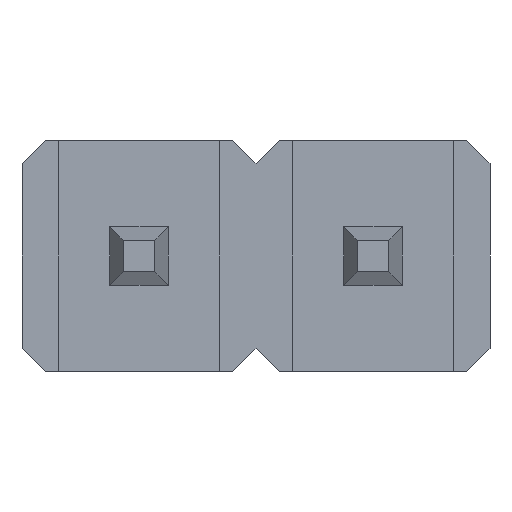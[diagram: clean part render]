
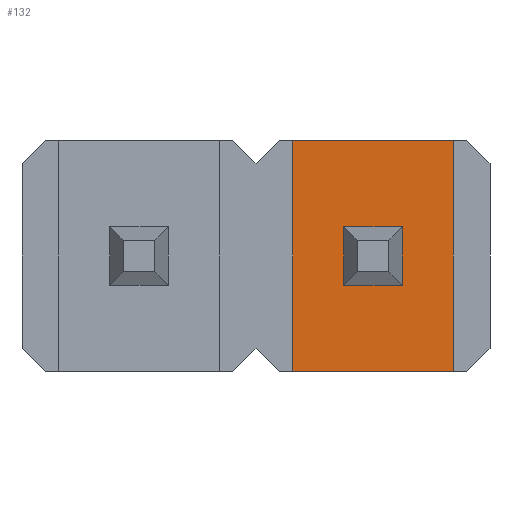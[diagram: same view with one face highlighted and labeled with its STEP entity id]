
A CAD part, front view. The second image highlights one B-rep face of the part: STEP entity #132.
In plain terms, the highlighted planar face has unit normal (0, -1, 0).
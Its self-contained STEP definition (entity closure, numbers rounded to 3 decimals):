
#132 = ADVANCED_FACE( '', ( #267, #268 ), #269, .F. );
#267 = FACE_OUTER_BOUND( '', #423, .T. );
#268 = FACE_BOUND( '', #424, .T. );
#269 = PLANE( '', #425 );
#423 = EDGE_LOOP( '', ( #572, #573, #574, #575 ) );
#424 = EDGE_LOOP( '', ( #576, #577, #578, #579 ) );
#425 = AXIS2_PLACEMENT_3D( '', #580, #581, #582 );
#572 = ORIENTED_EDGE( '', *, *, #990, .F. );
#573 = ORIENTED_EDGE( '', *, *, #991, .F. );
#574 = ORIENTED_EDGE( '', *, *, #992, .F. );
#575 = ORIENTED_EDGE( '', *, *, #993, .F. );
#576 = ORIENTED_EDGE( '', *, *, #994, .T. );
#577 = ORIENTED_EDGE( '', *, *, #995, .T. );
#578 = ORIENTED_EDGE( '', *, *, #996, .T. );
#579 = ORIENTED_EDGE( '', *, *, #997, .T. );
#580 = CARTESIAN_POINT( '', ( 0., 0., 0. ) );
#581 = DIRECTION( '', ( 0., 1., 0. ) );
#582 = DIRECTION( '', ( 0., 0., 1. ) );
#990 = EDGE_CURVE( '', #1158, #1159, #1160, .T. );
#991 = EDGE_CURVE( '', #1161, #1158, #1162, .T. );
#992 = EDGE_CURVE( '', #1163, #1161, #1164, .T. );
#993 = EDGE_CURVE( '', #1159, #1163, #1165, .T. );
#994 = EDGE_CURVE( '', #1166, #1167, #1168, .T. );
#995 = EDGE_CURVE( '', #1167, #1169, #1170, .T. );
#996 = EDGE_CURVE( '', #1169, #1171, #1172, .T. );
#997 = EDGE_CURVE( '', #1171, #1166, #1173, .T. );
#1158 = VERTEX_POINT( '', #1402 );
#1159 = VERTEX_POINT( '', #1403 );
#1160 = LINE( '', #1404, #1405 );
#1161 = VERTEX_POINT( '', #1406 );
#1162 = LINE( '', #1407, #1408 );
#1163 = VERTEX_POINT( '', #1409 );
#1164 = LINE( '', #1410, #1411 );
#1165 = LINE( '', #1412, #1413 );
#1166 = VERTEX_POINT( '', #1414 );
#1167 = VERTEX_POINT( '', #1415 );
#1168 = LINE( '', #1416, #1417 );
#1169 = VERTEX_POINT( '', #1418 );
#1170 = LINE( '', #1419, #1420 );
#1171 = VERTEX_POINT( '', #1421 );
#1172 = LINE( '', #1422, #1423 );
#1173 = LINE( '', #1424, #1425 );
#1402 = CARTESIAN_POINT( '', ( 4.68, 0., 1.25 ) );
#1403 = CARTESIAN_POINT( '', ( 4.68, 0., -1.25 ) );
#1404 = CARTESIAN_POINT( '', ( 4.68, 0., 0. ) );
#1405 = VECTOR( '', #1750, 1000. );
#1406 = CARTESIAN_POINT( '', ( 2.94, 0., 1.25 ) );
#1407 = CARTESIAN_POINT( '', ( 2.79, 0., 1.25 ) );
#1408 = VECTOR( '', #1751, 1000. );
#1409 = CARTESIAN_POINT( '', ( 2.94, 0., -1.25 ) );
#1410 = CARTESIAN_POINT( '', ( 2.94, 0., 0. ) );
#1411 = VECTOR( '', #1752, 1000. );
#1412 = CARTESIAN_POINT( '', ( 4.83, 0., -1.25 ) );
#1413 = VECTOR( '', #1753, 1000. );
#1414 = CARTESIAN_POINT( '', ( 4.13, 0., -0.32 ) );
#1415 = CARTESIAN_POINT( '', ( 3.49, 0., -0.32 ) );
#1416 = CARTESIAN_POINT( '', ( 4.13, 0., -0.32 ) );
#1417 = VECTOR( '', #1754, 1000. );
#1418 = CARTESIAN_POINT( '', ( 3.49, 0., 0.32 ) );
#1419 = CARTESIAN_POINT( '', ( 3.49, 0., -0.32 ) );
#1420 = VECTOR( '', #1755, 1000. );
#1421 = CARTESIAN_POINT( '', ( 4.13, 0., 0.32 ) );
#1422 = CARTESIAN_POINT( '', ( 3.49, 0., 0.32 ) );
#1423 = VECTOR( '', #1756, 1000. );
#1424 = CARTESIAN_POINT( '', ( 4.13, 0., 0.32 ) );
#1425 = VECTOR( '', #1757, 1000. );
#1750 = DIRECTION( '', ( 0., 0., -1. ) );
#1751 = DIRECTION( '', ( 1., 0., 0. ) );
#1752 = DIRECTION( '', ( 0., 0., 1. ) );
#1753 = DIRECTION( '', ( -1., 0., 0. ) );
#1754 = DIRECTION( '', ( -1., 0., 0. ) );
#1755 = DIRECTION( '', ( 0., 0., 1. ) );
#1756 = DIRECTION( '', ( 1., 0., 0. ) );
#1757 = DIRECTION( '', ( 0., 0., -1. ) );
